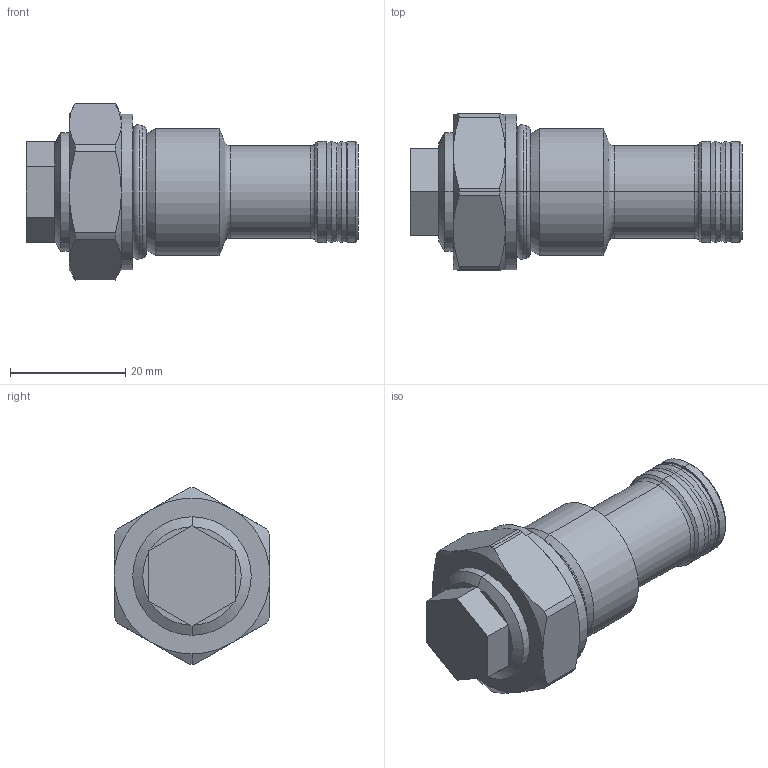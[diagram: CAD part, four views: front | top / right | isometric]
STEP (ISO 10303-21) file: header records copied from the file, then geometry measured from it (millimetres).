
FILE_DESCRIPTION (( 'STEP AP214' ), '1' );
FILE_NAME ('472.B2_Kunde.STEP', '2017-04-05T12:14:35', ( 'user' ), ( '' ), 'SwSTEP 2.0', 'SolidWorks 2016', '' );
FILE_SCHEMA (( 'AUTOMOTIVE_DESIGN' ));
Length unit declared in the file: millimetre
Products named in the file (1): 472.B2_Kunde
Bounding box: 57.5 x 27 x 30.5 mm (x, y, z)
Volume: 19404.8 mm3; surface area: 5521.9 mm2
Topology: 2 solids, 2 shells, 114 faces, 245 edges, 140 vertices
Faces by surface type: cone 34, plane 33, cylinder 25, torus 22
Entity records: 3603 total; most frequent: CARTESIAN_POINT 652, DIRECTION 589, ORIENTED_EDGE 490, AXIS2_PLACEMENT_3D 253, EDGE_CURVE 245, VERTEX_POINT 140, CIRCLE 138, EDGE_LOOP 121
